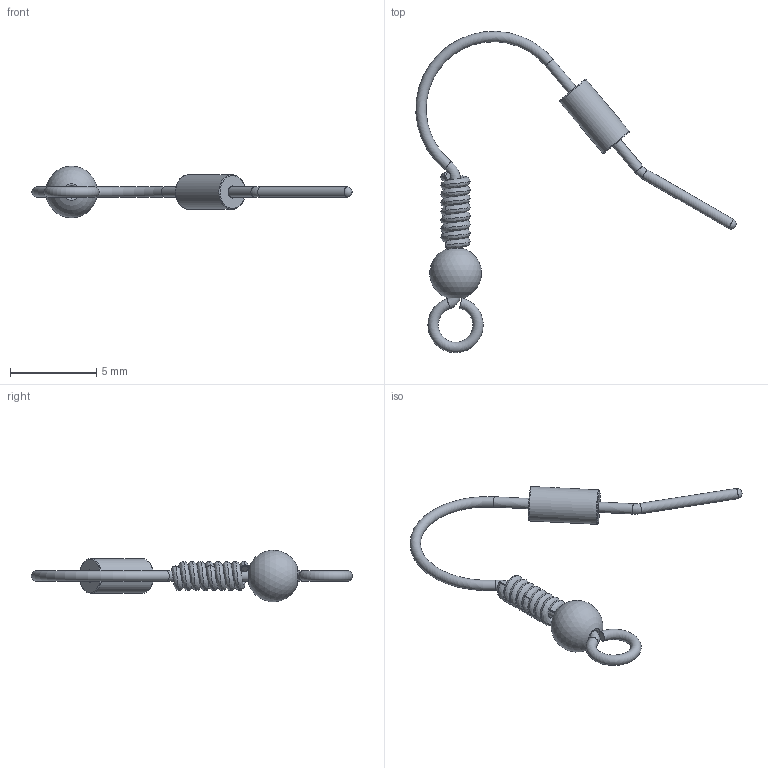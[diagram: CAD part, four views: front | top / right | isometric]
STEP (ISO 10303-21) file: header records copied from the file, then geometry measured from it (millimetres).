
FILE_DESCRIPTION(/* description */ (''),/* implementation_level */ '2;1');
FILE_NAME(/* name */ 'earringHookWire.stp',/* time_stamp */ '2020-03-19T15:32:24+01:00',/* author */ ('sawaiz'),/* organization */ (''),/* preprocessor_version */ 'ST-DEVELOPER v18',/* originating_system */ 'Autodesk Inventor 2020',/* authorisation */ '');
FILE_SCHEMA (('AUTOMOTIVE_DESIGN { 1 0 10303 214 3 1 1 }'));
Length unit declared in the file: millimetre
Products named in the file (5): earhook_1_0_asm; HAKEN_1_1; KUGEL_1_1; FEDER_1_1; FIXIERSCHLAUCH_1_1
Assembly tree (4 placements, depth 2):
  earhook_1_0_asm
    HAKEN_1_1
    KUGEL_1_1
    FEDER_1_1
    FIXIERSCHLAUCH_1_1
Bounding box: 18.53 x 18.6 x 2.98 mm (x, y, z)
Volume: 42.8 mm3; surface area: 203.4 mm2
Topology: 4 solids, 4 shells, 32 faces, 82 edges, 55 vertices
Faces by surface type: torus 11, bspline 8, cylinder 6, plane 5, sphere 2
Full cylindrical faces by diameter (mm): 0.6 x4, 0.7 x1, 2 x1
Entity records: 7432 total; most frequent: CARTESIAN_POINT 6439, DIRECTION 194, ORIENTED_EDGE 162, AXIS2_PLACEMENT_3D 94, EDGE_CURVE 81, CIRCLE 61, VERTEX_POINT 55, EDGE_LOOP 34
